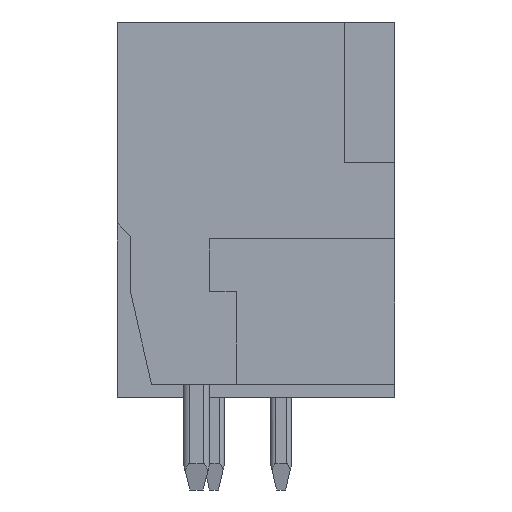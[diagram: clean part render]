
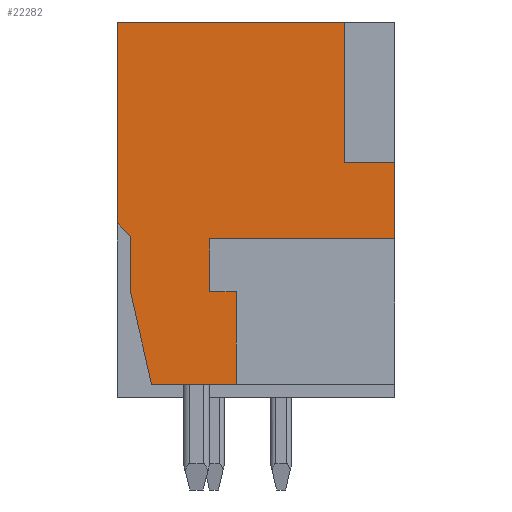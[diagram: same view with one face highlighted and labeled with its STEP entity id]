
A CAD part, front view. The second image highlights one B-rep face of the part: STEP entity #22282.
In plain terms, the highlighted planar face has unit normal (0, -1, 0).
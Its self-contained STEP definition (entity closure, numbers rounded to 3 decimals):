
#19=DIRECTION('',(1.,0.,0.));
#20=VECTOR('',#19,7.);
#21=CARTESIAN_POINT('',(-1.75,-45.69,-1.1));
#22=LINE('',#21,#20);
#546=DIRECTION('',(0.223,0.,-0.975));
#547=VECTOR('',#546,3.59);
#548=CARTESIAN_POINT('',(-4.75,-45.69,-3.1));
#549=LINE('',#548,#547);
#550=DIRECTION('',(0.,0.,1.));
#551=VECTOR('',#550,2.1);
#552=CARTESIAN_POINT('',(-4.75,-45.69,-3.1));
#553=LINE('',#552,#551);
#554=DIRECTION('',(0.707,0.,-0.707));
#555=VECTOR('',#554,0.707);
#556=CARTESIAN_POINT('',(-5.25,-45.69,-0.5));
#557=LINE('',#556,#555);
#558=DIRECTION('',(0.,0.,-1.));
#559=VECTOR('',#558,7.6);
#560=CARTESIAN_POINT('',(-5.25,-45.69,7.1));
#561=LINE('',#560,#559);
#562=DIRECTION('',(-1.,0.,0.));
#563=VECTOR('',#562,8.6);
#564=CARTESIAN_POINT('',(3.35,-45.69,7.1));
#565=LINE('',#564,#563);
#566=DIRECTION('',(0.,0.,-1.));
#567=VECTOR('',#566,5.3);
#568=CARTESIAN_POINT('',(3.35,-45.69,7.1));
#569=LINE('',#568,#567);
#570=DIRECTION('',(-1.,0.,0.));
#571=VECTOR('',#570,1.9);
#572=CARTESIAN_POINT('',(5.25,-45.69,1.8));
#573=LINE('',#572,#571);
#574=DIRECTION('',(0.,0.,1.));
#575=VECTOR('',#574,2.9);
#576=CARTESIAN_POINT('',(5.25,-45.69,-1.1));
#577=LINE('',#576,#575);
#578=DIRECTION('',(0.,0.,-1.));
#579=VECTOR('',#578,2.);
#580=CARTESIAN_POINT('',(-1.75,-45.69,-1.1));
#581=LINE('',#580,#579);
#582=DIRECTION('',(1.,0.,0.));
#583=VECTOR('',#582,1.);
#584=CARTESIAN_POINT('',(-1.75,-45.69,-3.1));
#585=LINE('',#584,#583);
#586=DIRECTION('',(0.,0.,1.));
#587=VECTOR('',#586,3.5);
#588=CARTESIAN_POINT('',(-0.75,-45.69,-6.6));
#589=LINE('',#588,#587);
#590=DIRECTION('',(1.,0.,0.));
#591=VECTOR('',#590,3.2);
#592=CARTESIAN_POINT('',(-3.95,-45.69,-6.6));
#593=LINE('',#592,#591);
#17331=CARTESIAN_POINT('',(-5.25,-45.69,7.1));
#17333=VERTEX_POINT('',#17331);
#17361=CARTESIAN_POINT('',(3.35,-45.69,7.1));
#17362=VERTEX_POINT('',#17361);
#17363=CARTESIAN_POINT('',(5.25,-45.69,1.8));
#17365=VERTEX_POINT('',#17363);
#17373=CARTESIAN_POINT('',(3.35,-45.69,1.8));
#17374=VERTEX_POINT('',#17373);
#17413=CARTESIAN_POINT('',(5.25,-45.69,-1.1));
#17414=VERTEX_POINT('',#17413);
#17419=CARTESIAN_POINT('',(-1.75,-45.69,-3.1));
#17420=CARTESIAN_POINT('',(-0.75,-45.69,-3.1));
#17421=VERTEX_POINT('',#17419);
#17422=VERTEX_POINT('',#17420);
#17425=CARTESIAN_POINT('',(-0.75,-45.69,-6.6));
#17426=VERTEX_POINT('',#17425);
#17427=CARTESIAN_POINT('',(-1.75,-45.69,-1.1));
#17428=VERTEX_POINT('',#17427);
#17431=CARTESIAN_POINT('',(-5.25,-45.69,-0.5));
#17432=CARTESIAN_POINT('',(-4.75,-45.69,-1.));
#17433=VERTEX_POINT('',#17431);
#17434=VERTEX_POINT('',#17432);
#17447=CARTESIAN_POINT('',(-4.75,-45.69,-3.1));
#17448=CARTESIAN_POINT('',(-3.95,-45.69,-6.6));
#17449=VERTEX_POINT('',#17447);
#17450=VERTEX_POINT('',#17448);
#22254=CARTESIAN_POINT('',(0.,-45.69,0.));
#22255=DIRECTION('',(0.,-1.,0.));
#22256=DIRECTION('',(1.,0.,0.));
#22257=AXIS2_PLACEMENT_3D('',#22254,#22255,#22256);
#22258=PLANE('',#22257);
#22260=ORIENTED_EDGE('',*,*,#22259,.F.);
#22262=ORIENTED_EDGE('',*,*,#22261,.T.);
#22264=ORIENTED_EDGE('',*,*,#22263,.F.);
#22266=ORIENTED_EDGE('',*,*,#22265,.F.);
#22268=ORIENTED_EDGE('',*,*,#22267,.F.);
#22270=ORIENTED_EDGE('',*,*,#22269,.T.);
#22272=ORIENTED_EDGE('',*,*,#22271,.F.);
#22274=ORIENTED_EDGE('',*,*,#22273,.F.);
#22275=ORIENTED_EDGE('',*,*,#21626,.F.);
#22276=ORIENTED_EDGE('',*,*,#21655,.T.);
#22277=ORIENTED_EDGE('',*,*,#22249,.T.);
#22278=ORIENTED_EDGE('',*,*,#22236,.F.);
#22279=ORIENTED_EDGE('',*,*,#21818,.F.);
#22280=EDGE_LOOP('',(#22260,#22262,#22264,#22266,#22268,#22270,#22272,#22274,
#22275,#22276,#22277,#22278,#22279));
#22281=FACE_OUTER_BOUND('',#22280,.F.);
#22282=ADVANCED_FACE('',(#22281),#22258,.T.);
#21626=EDGE_CURVE('',#17428,#17414,#22,.T.);
#21655=EDGE_CURVE('',#17428,#17421,#581,.T.);
#21818=EDGE_CURVE('',#17450,#17426,#593,.T.);
#22236=EDGE_CURVE('',#17426,#17422,#589,.T.);
#22249=EDGE_CURVE('',#17421,#17422,#585,.T.);
#22259=EDGE_CURVE('',#17449,#17450,#549,.T.);
#22261=EDGE_CURVE('',#17449,#17434,#553,.T.);
#22263=EDGE_CURVE('',#17433,#17434,#557,.T.);
#22265=EDGE_CURVE('',#17333,#17433,#561,.T.);
#22267=EDGE_CURVE('',#17362,#17333,#565,.T.);
#22269=EDGE_CURVE('',#17362,#17374,#569,.T.);
#22271=EDGE_CURVE('',#17365,#17374,#573,.T.);
#22273=EDGE_CURVE('',#17414,#17365,#577,.T.);
